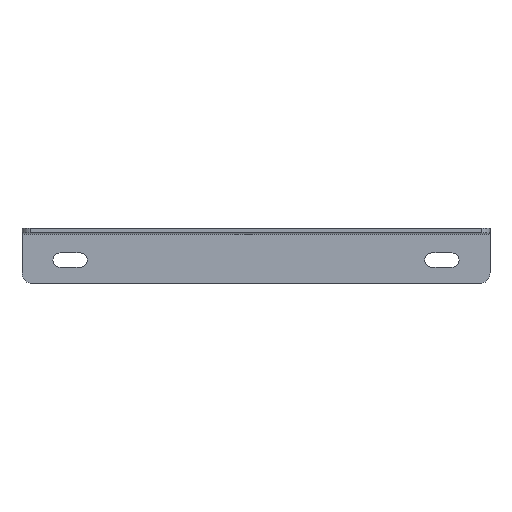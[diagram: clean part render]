
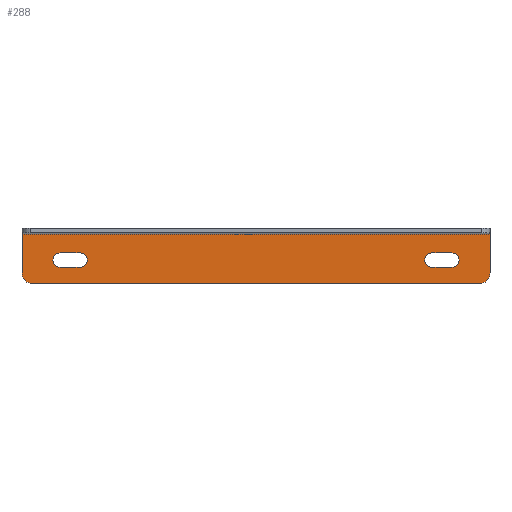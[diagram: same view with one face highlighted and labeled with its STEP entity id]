
A CAD part, top view. The second image highlights one B-rep face of the part: STEP entity #288.
In plain terms, the highlighted planar face has unit normal (0, 0, 1).
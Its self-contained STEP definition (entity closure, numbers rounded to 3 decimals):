
#1 = DIRECTION ( 'NONE',  ( -1., 0., 0. ) ) ;
#7 = CARTESIAN_POINT ( 'NONE',  ( -142.25, 17., 0. ) ) ;
#10 = DIRECTION ( 'NONE',  ( 0., 0., 1. ) ) ;
#18 = DIRECTION ( 'NONE',  ( 1., 0., 0. ) ) ;
#21 = CARTESIAN_POINT ( 'NONE',  ( 170., 7.746, 0. ) ) ;
#22 = AXIS2_PLACEMENT_3D ( 'NONE', #7, #114, #60 ) ;
#29 = EDGE_CURVE ( 'NONE', #677, #731, #553, .T. ) ;
#32 = EDGE_CURVE ( 'NONE', #1078, #1121, #544, .T. ) ;
#36 = CARTESIAN_POINT ( 'NONE',  ( -162., 7.746, 0. ) ) ;
#42 = AXIS2_PLACEMENT_3D ( 'NONE', #762, #642, #1 ) ;
#44 = EDGE_CURVE ( 'NONE', #582, #1148, #526, .T. ) ;
#46 = DIRECTION ( 'NONE',  ( -1., 0., 0. ) ) ;
#48 = DIRECTION ( 'NONE',  ( 0., 0., 1. ) ) ;
#51 = CARTESIAN_POINT ( 'NONE',  ( 142.25, 17., 0. ) ) ;
#60 = DIRECTION ( 'NONE',  ( 1., 0., 0. ) ) ;
#62 = CARTESIAN_POINT ( 'NONE',  ( 162., 36., 0. ) ) ;
#68 = EDGE_CURVE ( 'NONE', #582, #835, #494, .T. ) ;
#113 = CARTESIAN_POINT ( 'NONE',  ( -142.25, 11.75, 0. ) ) ;
#114 = DIRECTION ( 'NONE',  ( 0., 0., 1. ) ) ;
#127 = CIRCLE ( 'NONE', #650, 5.25 ) ;
#163 = CIRCLE ( 'NONE', #22, 5.25 ) ;
#167 = CIRCLE ( 'NONE', #223, 5.25 ) ;
#174 = VECTOR ( 'NONE', #483, 1000. ) ;
#185 = LINE ( 'NONE', #538, #174 ) ;
#214 = CIRCLE ( 'NONE', #700, 8. ) ;
#223 = AXIS2_PLACEMENT_3D ( 'NONE', #475, #467, #448 ) ;
#225 = CARTESIAN_POINT ( 'NONE',  ( -127.75, 17., 0. ) ) ;
#240 = DIRECTION ( 'NONE',  ( 0., 0., 1. ) ) ;
#252 = LINE ( 'NONE', #884, #276 ) ;
#267 = CARTESIAN_POINT ( 'NONE',  ( 147.5, 17., 0. ) ) ;
#268 = DIRECTION ( 'NONE',  ( -1., 0., 0. ) ) ;
#276 = VECTOR ( 'NONE', #891, 1000. ) ;
#277 = DIRECTION ( 'NONE',  ( -1., 0., 0. ) ) ;
#284 = CIRCLE ( 'NONE', #1144, 5.25 ) ;
#285 = CARTESIAN_POINT ( 'NONE',  ( 170., 36., 0. ) ) ;
#287 = VECTOR ( 'NONE', #1083, 1000. ) ;
#288 = ADVANCED_FACE ( 'NONE', ( #408, #396, #417 ), #1123, .F. ) ;
#290 = DIRECTION ( 'NONE',  ( 0., 1., 0. ) ) ;
#301 = LINE ( 'NONE', #1014, #287 ) ;
#307 = VECTOR ( 'NONE', #18, 1000. ) ;
#313 = LINE ( 'NONE', #113, #307 ) ;
#315 = CARTESIAN_POINT ( 'NONE',  ( 142.25, 11.75, 0. ) ) ;
#333 = VECTOR ( 'NONE', #290, 1000. ) ;
#340 = DIRECTION ( 'NONE',  ( 0., 0., 1. ) ) ;
#341 = CIRCLE ( 'NONE', #1187, 5.25 ) ;
#345 = LINE ( 'NONE', #1029, #333 ) ;
#354 = CARTESIAN_POINT ( 'NONE',  ( 142.25, 17., 0. ) ) ;
#355 = LINE ( 'NONE', #516, #358 ) ;
#358 = VECTOR ( 'NONE', #502, 1000. ) ;
#360 = CARTESIAN_POINT ( 'NONE',  ( -142.25, 22.25, 0. ) ) ;
#385 = EDGE_CURVE ( 'NONE', #1018, #1078, #355, .T. ) ;
#396 = FACE_BOUND ( 'NONE', #822, .T. ) ;
#402 = CARTESIAN_POINT ( 'NONE',  ( -122.5, 17., 0. ) ) ;
#408 = FACE_OUTER_BOUND ( 'NONE', #954, .T. ) ;
#414 = EDGE_CURVE ( 'NONE', #731, #1148, #345, .T. ) ;
#417 = FACE_BOUND ( 'NONE', #1158, .T. ) ;
#421 = EDGE_CURVE ( 'NONE', #656, #1022, #341, .T. ) ;
#448 = DIRECTION ( 'NONE',  ( -1., 0., 0. ) ) ;
#452 = EDGE_CURVE ( 'NONE', #911, #906, #313, .T. ) ;
#463 = CARTESIAN_POINT ( 'NONE',  ( 127.75, 11.75, 0. ) ) ;
#465 = EDGE_CURVE ( 'NONE', #1121, #656, #301, .T. ) ;
#467 = DIRECTION ( 'NONE',  ( 0., 0., 1. ) ) ;
#475 = CARTESIAN_POINT ( 'NONE',  ( -127.75, 17., 0. ) ) ;
#476 = EDGE_CURVE ( 'NONE', #906, #1119, #284, .T. ) ;
#483 = DIRECTION ( 'NONE',  ( -1., 0., 0. ) ) ;
#489 = VECTOR ( 'NONE', #655, 1000. ) ;
#494 = LINE ( 'NONE', #907, #489 ) ;
#502 = DIRECTION ( 'NONE',  ( -1., 0., 0. ) ) ;
#516 = CARTESIAN_POINT ( 'NONE',  ( 142.25, 22.25, 0. ) ) ;
#523 = CARTESIAN_POINT ( 'NONE',  ( -127.75, 11.75, 0. ) ) ;
#525 = VECTOR ( 'NONE', #857, 1000. ) ;
#526 = LINE ( 'NONE', #62, #525 ) ;
#538 = CARTESIAN_POINT ( 'NONE',  ( -142.25, 22.25, 0. ) ) ;
#544 = CIRCLE ( 'NONE', #926, 5.25 ) ;
#553 = CIRCLE ( 'NONE', #834, 8. ) ;
#562 = EDGE_CURVE ( 'NONE', #995, #677, #252, .T. ) ;
#582 = VERTEX_POINT ( 'NONE', #848 ) ;
#597 = CARTESIAN_POINT ( 'NONE',  ( 127.75, 22.25, 0. ) ) ;
#609 = CARTESIAN_POINT ( 'NONE',  ( -142.25, 11.75, 0. ) ) ;
#611 = CARTESIAN_POINT ( 'NONE',  ( -164., 0., 0. ) ) ;
#622 = CARTESIAN_POINT ( 'NONE',  ( 142.25, 22.25, 0. ) ) ;
#629 = ORIENTED_EDGE ( 'NONE', *, *, #29, .T. ) ;
#632 = ORIENTED_EDGE ( 'NONE', *, *, #414, .T. ) ;
#640 = EDGE_CURVE ( 'NONE', #835, #995, #214, .T. ) ;
#642 = DIRECTION ( 'NONE',  ( 0., 0., -1. ) ) ;
#643 = ORIENTED_EDGE ( 'NONE', *, *, #924, .F. ) ;
#650 = AXIS2_PLACEMENT_3D ( 'NONE', #51, #48, #46 ) ;
#655 = DIRECTION ( 'NONE',  ( 0., -1., 0. ) ) ;
#656 = VERTEX_POINT ( 'NONE', #315 ) ;
#659 = VERTEX_POINT ( 'NONE', #870 ) ;
#677 = VERTEX_POINT ( 'NONE', #880 ) ;
#698 = ORIENTED_EDGE ( 'NONE', *, *, #1164, .F. ) ;
#700 = AXIS2_PLACEMENT_3D ( 'NONE', #36, #1155, #1051 ) ;
#713 = ORIENTED_EDGE ( 'NONE', *, *, #452, .F. ) ;
#731 = VERTEX_POINT ( 'NONE', #21 ) ;
#744 = ORIENTED_EDGE ( 'NONE', *, *, #44, .F. ) ;
#754 = CARTESIAN_POINT ( 'NONE',  ( -170., 7.746, 0. ) ) ;
#762 = CARTESIAN_POINT ( 'NONE',  ( 162., 57.254, 0. ) ) ;
#785 = ORIENTED_EDGE ( 'NONE', *, *, #68, .T. ) ;
#822 = EDGE_LOOP ( 'NONE', ( #951, #643, #883, #713, #1112 ) ) ;
#825 = ORIENTED_EDGE ( 'NONE', *, *, #421, .F. ) ;
#826 = DIRECTION ( 'NONE',  ( 0., 0., 1. ) ) ;
#834 = AXIS2_PLACEMENT_3D ( 'NONE', #1204, #10, #1168 ) ;
#835 = VERTEX_POINT ( 'NONE', #754 ) ;
#848 = CARTESIAN_POINT ( 'NONE',  ( -170., 36., 0. ) ) ;
#857 = DIRECTION ( 'NONE',  ( 1., 0., 0. ) ) ;
#870 = CARTESIAN_POINT ( 'NONE',  ( -127.75, 22.25, 0. ) ) ;
#880 = CARTESIAN_POINT ( 'NONE',  ( 164., 0., 0. ) ) ;
#883 = ORIENTED_EDGE ( 'NONE', *, *, #476, .F. ) ;
#884 = CARTESIAN_POINT ( 'NONE',  ( 164., 0., 0. ) ) ;
#891 = DIRECTION ( 'NONE',  ( 1., 0., 0. ) ) ;
#906 = VERTEX_POINT ( 'NONE', #523 ) ;
#907 = CARTESIAN_POINT ( 'NONE',  ( -170., 57.254, 0. ) ) ;
#911 = VERTEX_POINT ( 'NONE', #609 ) ;
#917 = DIRECTION ( 'NONE',  ( 1., 0., 0. ) ) ;
#924 = EDGE_CURVE ( 'NONE', #1119, #659, #167, .T. ) ;
#926 = AXIS2_PLACEMENT_3D ( 'NONE', #1062, #826, #917 ) ;
#942 = EDGE_CURVE ( 'NONE', #659, #955, #185, .T. ) ;
#951 = ORIENTED_EDGE ( 'NONE', *, *, #942, .F. ) ;
#954 = EDGE_LOOP ( 'NONE', ( #744, #785, #1011, #1188, #629, #632 ) ) ;
#955 = VERTEX_POINT ( 'NONE', #360 ) ;
#962 = ORIENTED_EDGE ( 'NONE', *, *, #465, .F. ) ;
#995 = VERTEX_POINT ( 'NONE', #611 ) ;
#1000 = EDGE_CURVE ( 'NONE', #955, #911, #163, .T. ) ;
#1011 = ORIENTED_EDGE ( 'NONE', *, *, #640, .T. ) ;
#1014 = CARTESIAN_POINT ( 'NONE',  ( 142.25, 11.75, 0. ) ) ;
#1018 = VERTEX_POINT ( 'NONE', #622 ) ;
#1022 = VERTEX_POINT ( 'NONE', #267 ) ;
#1029 = CARTESIAN_POINT ( 'NONE',  ( 170., 57.254, 0. ) ) ;
#1033 = ORIENTED_EDGE ( 'NONE', *, *, #385, .F. ) ;
#1051 = DIRECTION ( 'NONE',  ( -1., 0., 0. ) ) ;
#1062 = CARTESIAN_POINT ( 'NONE',  ( 127.75, 17., 0. ) ) ;
#1063 = ORIENTED_EDGE ( 'NONE', *, *, #32, .F. ) ;
#1078 = VERTEX_POINT ( 'NONE', #597 ) ;
#1083 = DIRECTION ( 'NONE',  ( 1., 0., 0. ) ) ;
#1112 = ORIENTED_EDGE ( 'NONE', *, *, #1000, .F. ) ;
#1119 = VERTEX_POINT ( 'NONE', #402 ) ;
#1121 = VERTEX_POINT ( 'NONE', #463 ) ;
#1123 = PLANE ( 'NONE',  #42 ) ;
#1144 = AXIS2_PLACEMENT_3D ( 'NONE', #225, #240, #268 ) ;
#1148 = VERTEX_POINT ( 'NONE', #285 ) ;
#1155 = DIRECTION ( 'NONE',  ( 0., 0., 1. ) ) ;
#1158 = EDGE_LOOP ( 'NONE', ( #1033, #698, #825, #962, #1063 ) ) ;
#1164 = EDGE_CURVE ( 'NONE', #1022, #1018, #127, .T. ) ;
#1168 = DIRECTION ( 'NONE',  ( 1., 0., 0. ) ) ;
#1187 = AXIS2_PLACEMENT_3D ( 'NONE', #354, #340, #277 ) ;
#1188 = ORIENTED_EDGE ( 'NONE', *, *, #562, .T. ) ;
#1204 = CARTESIAN_POINT ( 'NONE',  ( 162., 7.746, 0. ) ) ;
